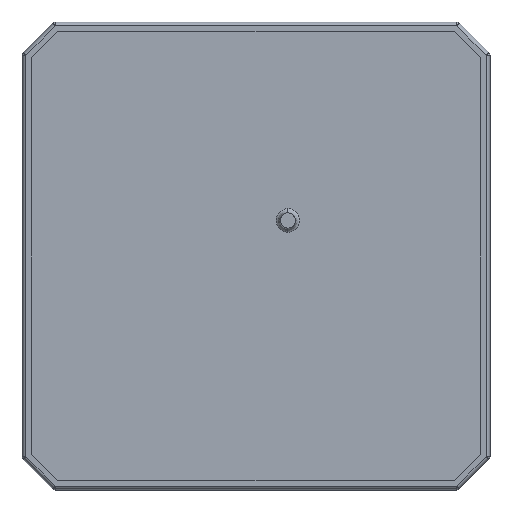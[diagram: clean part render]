
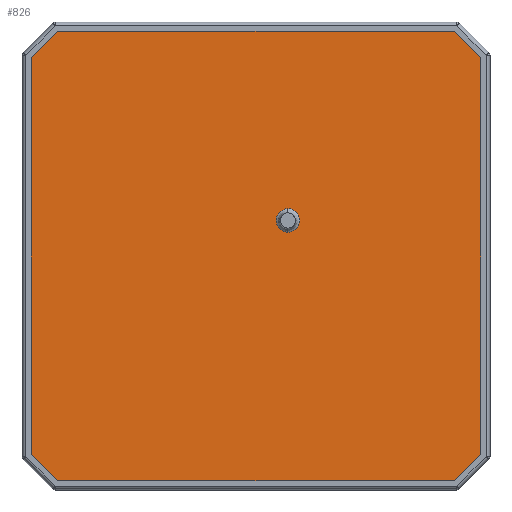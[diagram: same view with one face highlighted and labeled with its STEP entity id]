
A CAD part, front view. The second image highlights one B-rep face of the part: STEP entity #826.
In plain terms, the highlighted free-form (B-spline) face has degree [1, 1] with [2, 2] control points.
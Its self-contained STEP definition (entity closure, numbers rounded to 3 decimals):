
#24 = VERTEX_POINT('',#25);
#25 = CARTESIAN_POINT('',(1.972,-0.02,1.475));
#31 = EDGE_CURVE('',#32,#24,#34,.T.);
#32 = VERTEX_POINT('',#33);
#33 = CARTESIAN_POINT('',(1.972,-0.02,2.933));
#34 = ( BOUNDED_CURVE() B_SPLINE_CURVE(2,(#35,#36,#37,#38,#39),
.UNSPECIFIED.,.F.,.F.) B_SPLINE_CURVE_WITH_KNOTS((3,2,3),(0.,
1.571,3.142),.PIECEWISE_BEZIER_KNOTS.) CURVE() 
GEOMETRIC_REPRESENTATION_ITEM() RATIONAL_B_SPLINE_CURVE((1.,
0.707,1.,0.707,1.)) REPRESENTATION_ITEM('') );
#35 = CARTESIAN_POINT('',(1.972,-0.02,2.933));
#36 = CARTESIAN_POINT('',(1.243,-0.02,2.933));
#37 = CARTESIAN_POINT('',(1.243,-0.02,2.204));
#38 = CARTESIAN_POINT('',(1.243,-0.02,1.475));
#39 = CARTESIAN_POINT('',(1.972,-0.02,1.475));
#826 = ADVANCED_FACE('',(#827,#885),#896,.T.);
#827 = FACE_BOUND('',#828,.T.);
#828 = EDGE_LOOP('',(#829,#838,#845,#852,#859,#866,#873,#880));
#829 = ORIENTED_EDGE('',*,*,#830,.T.);
#830 = EDGE_CURVE('',#831,#833,#835,.T.);
#831 = VERTEX_POINT('',#832);
#832 = CARTESIAN_POINT('',(12.288,-0.02,-13.92));
#833 = VERTEX_POINT('',#834);
#834 = CARTESIAN_POINT('',(13.92,-0.02,-12.288));
#835 = B_SPLINE_CURVE_WITH_KNOTS('',1,(#836,#837),.UNSPECIFIED.,.F.,.F.,
  (2,2),(0.,1.99),.PIECEWISE_BEZIER_KNOTS.);
#836 = CARTESIAN_POINT('',(12.288,-0.02,-13.92));
#837 = CARTESIAN_POINT('',(13.92,-0.02,-12.288));
#838 = ORIENTED_EDGE('',*,*,#839,.T.);
#839 = EDGE_CURVE('',#833,#840,#842,.T.);
#840 = VERTEX_POINT('',#841);
#841 = CARTESIAN_POINT('',(13.92,-0.02,12.288));
#842 = B_SPLINE_CURVE_WITH_KNOTS('',1,(#843,#844),.UNSPECIFIED.,.F.,.F.,
  (2,2),(0.,21.186),.PIECEWISE_BEZIER_KNOTS.);
#843 = CARTESIAN_POINT('',(13.92,-0.02,-12.288));
#844 = CARTESIAN_POINT('',(13.92,-0.02,12.288));
#845 = ORIENTED_EDGE('',*,*,#846,.T.);
#846 = EDGE_CURVE('',#840,#847,#849,.T.);
#847 = VERTEX_POINT('',#848);
#848 = CARTESIAN_POINT('',(12.288,-0.02,13.92));
#849 = B_SPLINE_CURVE_WITH_KNOTS('',1,(#850,#851),.UNSPECIFIED.,.F.,.F.,
  (2,2),(0.,1.99),.PIECEWISE_BEZIER_KNOTS.);
#850 = CARTESIAN_POINT('',(13.92,-0.02,12.288));
#851 = CARTESIAN_POINT('',(12.288,-0.02,13.92));
#852 = ORIENTED_EDGE('',*,*,#853,.T.);
#853 = EDGE_CURVE('',#847,#854,#856,.T.);
#854 = VERTEX_POINT('',#855);
#855 = CARTESIAN_POINT('',(-12.288,-0.02,13.92));
#856 = B_SPLINE_CURVE_WITH_KNOTS('',1,(#857,#858),.UNSPECIFIED.,.F.,.F.,
  (2,2),(0.,21.186),.PIECEWISE_BEZIER_KNOTS.);
#857 = CARTESIAN_POINT('',(12.288,-0.02,13.92));
#858 = CARTESIAN_POINT('',(-12.288,-0.02,13.92));
#859 = ORIENTED_EDGE('',*,*,#860,.T.);
#860 = EDGE_CURVE('',#854,#861,#863,.T.);
#861 = VERTEX_POINT('',#862);
#862 = CARTESIAN_POINT('',(-13.92,-0.02,12.288));
#863 = B_SPLINE_CURVE_WITH_KNOTS('',1,(#864,#865),.UNSPECIFIED.,.F.,.F.,
  (2,2),(0.,1.99),.PIECEWISE_BEZIER_KNOTS.);
#864 = CARTESIAN_POINT('',(-12.288,-0.02,13.92));
#865 = CARTESIAN_POINT('',(-13.92,-0.02,12.288));
#866 = ORIENTED_EDGE('',*,*,#867,.T.);
#867 = EDGE_CURVE('',#861,#868,#870,.T.);
#868 = VERTEX_POINT('',#869);
#869 = CARTESIAN_POINT('',(-13.92,-0.02,-12.288));
#870 = B_SPLINE_CURVE_WITH_KNOTS('',1,(#871,#872),.UNSPECIFIED.,.F.,.F.,
  (2,2),(-0.,21.186),.PIECEWISE_BEZIER_KNOTS.);
#871 = CARTESIAN_POINT('',(-13.92,-0.02,12.288));
#872 = CARTESIAN_POINT('',(-13.92,-0.02,-12.288));
#873 = ORIENTED_EDGE('',*,*,#874,.T.);
#874 = EDGE_CURVE('',#868,#875,#877,.T.);
#875 = VERTEX_POINT('',#876);
#876 = CARTESIAN_POINT('',(-12.288,-0.02,-13.92));
#877 = B_SPLINE_CURVE_WITH_KNOTS('',1,(#878,#879),.UNSPECIFIED.,.F.,.F.,
  (2,2),(0.,1.99),.PIECEWISE_BEZIER_KNOTS.);
#878 = CARTESIAN_POINT('',(-13.92,-0.02,-12.288));
#879 = CARTESIAN_POINT('',(-12.288,-0.02,-13.92));
#880 = ORIENTED_EDGE('',*,*,#881,.T.);
#881 = EDGE_CURVE('',#875,#831,#882,.T.);
#882 = B_SPLINE_CURVE_WITH_KNOTS('',1,(#883,#884),.UNSPECIFIED.,.F.,.F.,
  (2,2),(0.,21.186),.PIECEWISE_BEZIER_KNOTS.);
#883 = CARTESIAN_POINT('',(-12.288,-0.02,-13.92));
#884 = CARTESIAN_POINT('',(12.288,-0.02,-13.92));
#885 = FACE_BOUND('',#886,.T.);
#886 = EDGE_LOOP('',(#887,#895));
#887 = ORIENTED_EDGE('',*,*,#888,.F.);
#888 = EDGE_CURVE('',#24,#32,#889,.T.);
#889 = ( BOUNDED_CURVE() B_SPLINE_CURVE(2,(#890,#891,#892,#893,#894),
.UNSPECIFIED.,.F.,.F.) B_SPLINE_CURVE_WITH_KNOTS((3,2,3),(3.142,
4.712,6.283),.PIECEWISE_BEZIER_KNOTS.) CURVE() 
GEOMETRIC_REPRESENTATION_ITEM() RATIONAL_B_SPLINE_CURVE((1.,
0.707,1.,0.707,1.)) REPRESENTATION_ITEM('') );
#890 = CARTESIAN_POINT('',(1.972,-0.02,1.475));
#891 = CARTESIAN_POINT('',(2.701,-0.02,1.475));
#892 = CARTESIAN_POINT('',(2.701,-0.02,2.204));
#893 = CARTESIAN_POINT('',(2.701,-0.02,2.933));
#894 = CARTESIAN_POINT('',(1.972,-0.02,2.933));
#895 = ORIENTED_EDGE('',*,*,#31,.F.);
#896 = B_SPLINE_SURFACE_WITH_KNOTS('',1,1,(
    (#897,#898)
    ,(#899,#900
    )),.UNSPECIFIED.,.F.,.F.,.F.,(2,2),(2,2),(-12.,12.),(-12.,12.),
  .PIECEWISE_BEZIER_KNOTS.);
#897 = CARTESIAN_POINT('',(-13.92,-0.02,13.92));
#898 = CARTESIAN_POINT('',(13.92,-0.02,13.92));
#899 = CARTESIAN_POINT('',(-13.92,-0.02,-13.92));
#900 = CARTESIAN_POINT('',(13.92,-0.02,-13.92));
